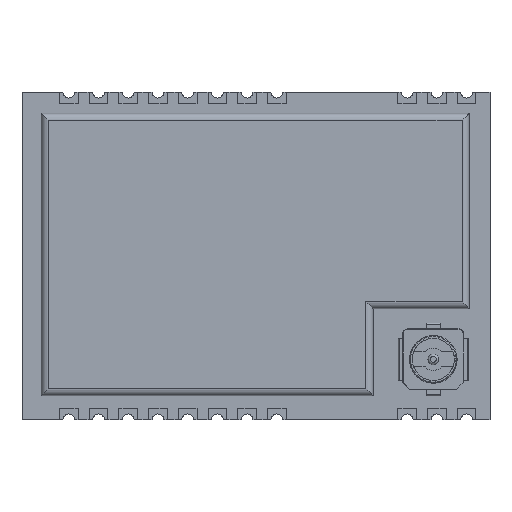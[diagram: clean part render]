
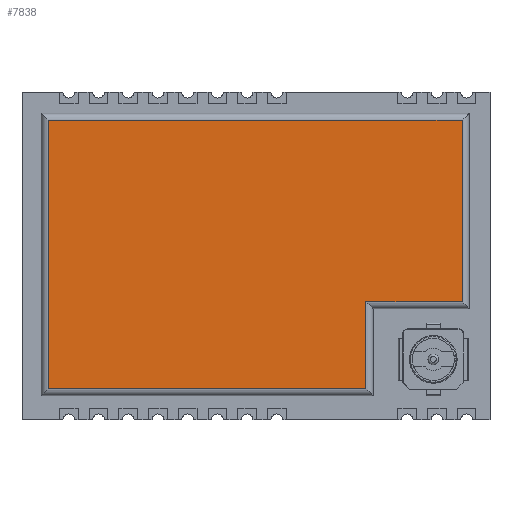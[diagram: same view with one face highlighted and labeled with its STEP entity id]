
A CAD part, top view. The second image highlights one B-rep face of the part: STEP entity #7838.
In plain terms, the highlighted planar face has unit normal (0, 0, 1).
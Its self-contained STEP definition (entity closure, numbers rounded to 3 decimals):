
#199=FACE_OUTER_BOUND('',#645,.T.);
#645=EDGE_LOOP('',(#5387,#5388,#5389,#5390,#5391,#5392));
#1211=LINE('',#11267,#2233);
#1213=LINE('',#11275,#2235);
#1215=LINE('',#11281,#2237);
#1217=LINE('',#11287,#2239);
#1220=LINE('',#11295,#2242);
#1222=LINE('',#11299,#2244);
#2233=VECTOR('',#9163,10.);
#2235=VECTOR('',#9171,10.);
#2237=VECTOR('',#9177,10.);
#2239=VECTOR('',#9183,10.);
#2242=VECTOR('',#9190,10.);
#2244=VECTOR('',#9196,10.);
#3254=VERTEX_POINT('',#11265);
#3255=VERTEX_POINT('',#11266);
#3258=VERTEX_POINT('',#11274);
#3260=VERTEX_POINT('',#11280);
#3262=VERTEX_POINT('',#11286);
#3265=VERTEX_POINT('',#11294);
#4059=EDGE_CURVE('',#3254,#3255,#1211,.T.);
#4063=EDGE_CURVE('',#3255,#3258,#1213,.T.);
#4066=EDGE_CURVE('',#3258,#3260,#1215,.T.);
#4069=EDGE_CURVE('',#3260,#3262,#1217,.T.);
#4073=EDGE_CURVE('',#3262,#3265,#1220,.T.);
#4076=EDGE_CURVE('',#3265,#3254,#1222,.T.);
#5387=ORIENTED_EDGE('',*,*,#4059,.F.);
#5388=ORIENTED_EDGE('',*,*,#4076,.F.);
#5389=ORIENTED_EDGE('',*,*,#4073,.F.);
#5390=ORIENTED_EDGE('',*,*,#4069,.F.);
#5391=ORIENTED_EDGE('',*,*,#4066,.F.);
#5392=ORIENTED_EDGE('',*,*,#4063,.F.);
#7327=PLANE('',#8387);
#7838=ADVANCED_FACE('',(#199),#7327,.T.);
#8387=AXIS2_PLACEMENT_3D('',#11314,#9210,#9211);
#9163=DIRECTION('',(0.,-1.,0.));
#9171=DIRECTION('',(-1.,0.,0.));
#9177=DIRECTION('',(0.,1.,0.));
#9183=DIRECTION('',(1.,0.,0.));
#9190=DIRECTION('',(0.,-1.,0.));
#9196=DIRECTION('',(-1.,0.,0.));
#9210=DIRECTION('center_axis',(0.,0.,1.));
#9211=DIRECTION('ref_axis',(1.,0.,0.));
#11265=CARTESIAN_POINT('',(14.7,5.043,2.65));
#11266=CARTESIAN_POINT('',(14.7,1.321,2.65));
#11267=CARTESIAN_POINT('',(14.7,4.038,2.65));
#11274=CARTESIAN_POINT('',(1.123,1.321,2.65));
#11275=CARTESIAN_POINT('',(5.394,1.321,2.65));
#11280=CARTESIAN_POINT('',(1.123,12.788,2.65));
#11281=CARTESIAN_POINT('',(1.123,10.072,2.65));
#11286=CARTESIAN_POINT('',(18.805,12.788,2.65));
#11287=CARTESIAN_POINT('',(14.535,12.788,2.65));
#11294=CARTESIAN_POINT('',(18.805,5.043,2.65));
#11295=CARTESIAN_POINT('',(18.805,5.899,2.65));
#11299=CARTESIAN_POINT('',(12.482,5.043,2.65));
#11314=CARTESIAN_POINT('Origin',(9.964,7.055,2.65));
